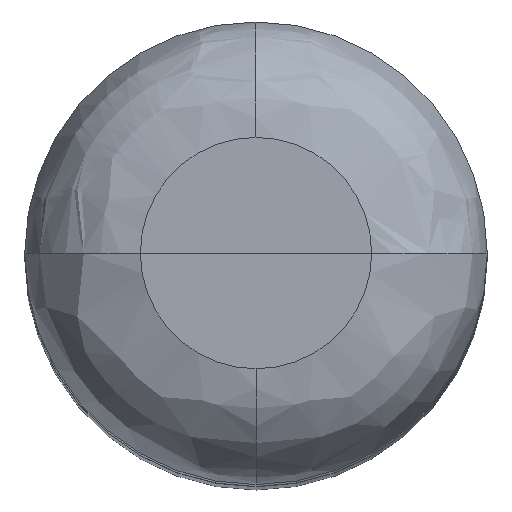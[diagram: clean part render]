
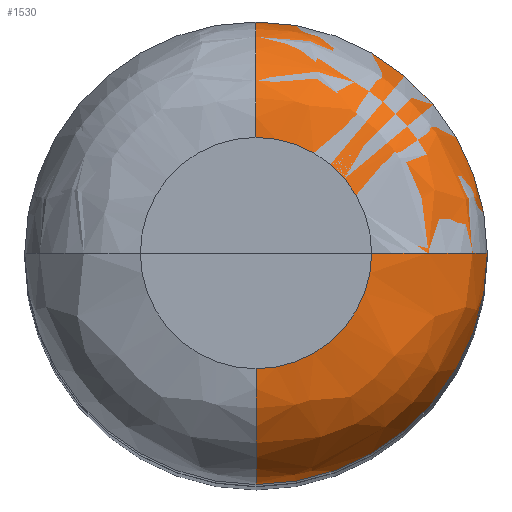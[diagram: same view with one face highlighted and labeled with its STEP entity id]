
A CAD part, top view. The second image highlights one B-rep face of the part: STEP entity #1530.
In plain terms, the highlighted free-form (B-spline) face has degree [3, 3] with [7, 4] control points.
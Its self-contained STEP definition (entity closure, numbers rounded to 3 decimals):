
#1323=CARTESIAN_POINT('',(0.,0.,72.));
#1324=DIRECTION('',(0.,0.,-1.));
#1325=DIRECTION('',(0.,1.,0.));
#1326=AXIS2_PLACEMENT_3D('',#1323,#1324,#1325);
#1331=CARTESIAN_POINT('',(0.,-2.5,69.5));
#1332=DIRECTION('',(-1.,0.,0.));
#1333=DIRECTION('',(0.,-1.,0.));
#1334=AXIS2_PLACEMENT_3D('',#1331,#1332,#1333);
#1361=CARTESIAN_POINT('',(0.,0.,69.5));
#1362=DIRECTION('',(0.,0.,-1.));
#1363=DIRECTION('',(0.,1.,0.));
#1364=AXIS2_PLACEMENT_3D('',#1361,#1362,#1363);
#1385=CARTESIAN_POINT('',(0.,2.5,69.5));
#1386=DIRECTION('',(1.,0.,0.));
#1387=DIRECTION('',(0.,1.,0.));
#1388=AXIS2_PLACEMENT_3D('',#1385,#1386,#1387);
#1397=CARTESIAN_POINT('',(0.,-5.,69.5));
#1398=CARTESIAN_POINT('',(0.,5.,69.5));
#1399=VERTEX_POINT('',#1397);
#1400=VERTEX_POINT('',#1398);
#1401=CARTESIAN_POINT('',(0.,-2.5,72.));
#1402=CARTESIAN_POINT('',(0.,2.5,72.));
#1403=VERTEX_POINT('',#1401);
#1404=VERTEX_POINT('',#1402);
#1495=CARTESIAN_POINT('',(-0.314,-4.989,
69.421));
#1496=CARTESIAN_POINT('',(-0.317,-5.037,
70.959));
#1497=CARTESIAN_POINT('',(-0.249,-3.951,
72.047));
#1498=CARTESIAN_POINT('',(-0.152,-2.417,
71.999));
#1499=CARTESIAN_POINT('',(2.756,-5.182,69.421));
#1500=CARTESIAN_POINT('',(2.783,-5.232,70.959));
#1501=CARTESIAN_POINT('',(2.183,-4.104,72.047));
#1502=CARTESIAN_POINT('',(1.335,-2.51,71.999));
#1503=CARTESIAN_POINT('',(4.999,-3.076,69.421));
#1504=CARTESIAN_POINT('',(5.047,-3.106,70.959));
#1505=CARTESIAN_POINT('',(3.959,-2.436,72.047));
#1506=CARTESIAN_POINT('',(2.421,-1.49,71.999));
#1507=CARTESIAN_POINT('',(4.999,0.,
69.421));
#1508=CARTESIAN_POINT('',(5.047,0.,
70.959));
#1509=CARTESIAN_POINT('',(3.959,0.,
72.047));
#1510=CARTESIAN_POINT('',(2.421,0.,71.999));
#1511=CARTESIAN_POINT('',(4.999,3.076,69.421));
#1512=CARTESIAN_POINT('',(5.047,3.106,70.959));
#1513=CARTESIAN_POINT('',(3.959,2.436,72.047));
#1514=CARTESIAN_POINT('',(2.421,1.49,71.999));
#1515=CARTESIAN_POINT('',(2.756,5.182,69.421));
#1516=CARTESIAN_POINT('',(2.783,5.232,70.959));
#1517=CARTESIAN_POINT('',(2.183,4.104,72.047));
#1518=CARTESIAN_POINT('',(1.335,2.51,71.999));
#1519=CARTESIAN_POINT('',(-0.314,4.989,
69.421));
#1520=CARTESIAN_POINT('',(-0.317,5.037,
70.959));
#1521=CARTESIAN_POINT('',(-0.249,3.951,
72.047));
#1522=CARTESIAN_POINT('',(-0.152,2.417,
71.999));
#1523=(BOUNDED_SURFACE()B_SPLINE_SURFACE(3,3,((#1495,#1496,#1497,#1498),(#1499,
#1500,#1501,#1502),(#1503,#1504,#1505,#1506),(#1507,#1508,#1509,#1510),(#1511,
#1512,#1513,#1514),(#1515,#1516,#1517,#1518),(#1519,#1520,#1521,#1522)),
.UNSPECIFIED.,.F.,.F.,.F.)B_SPLINE_SURFACE_WITH_KNOTS((4,3,4),(4,4),(0.,1.,
2.),(0.,1.),.UNSPECIFIED.)GEOMETRIC_REPRESENTATION_ITEM()RATIONAL_B_SPLINE_SURFACE(((1.41,1.113,1.113,1.41),(
1.113,0.879,0.879,1.113),(
1.113,0.879,0.879,1.113),(
1.41,1.113,1.113,1.41),(
1.113,0.879,0.879,1.113),(
1.113,0.879,0.879,1.113),(
1.41,1.113,1.113,1.41)))REPRESENTATION_ITEM('')SURFACE());
#1524=ORIENTED_EDGE('',*,*,#1451,.T.);
#1525=ORIENTED_EDGE('',*,*,#1412,.F.);
#1526=ORIENTED_EDGE('',*,*,#1448,.F.);
#1527=ORIENTED_EDGE('',*,*,#1480,.T.);
#1528=EDGE_LOOP('',(#1524,#1525,#1526,#1527));
#1529=FACE_OUTER_BOUND('',#1528,.F.);
#1327=CIRCLE('',#1326,2.5);
#1335=CIRCLE('',#1334,2.5);
#1365=CIRCLE('',#1364,5.);
#1389=CIRCLE('',#1388,2.5);
#1412=EDGE_CURVE('',#1404,#1403,#1327,.T.);
#1448=EDGE_CURVE('',#1400,#1404,#1389,.T.);
#1451=EDGE_CURVE('',#1399,#1403,#1335,.T.);
#1480=EDGE_CURVE('',#1400,#1399,#1365,.T.);
#1530=ADVANCED_FACE('',(#1529),#1523,.T.);
